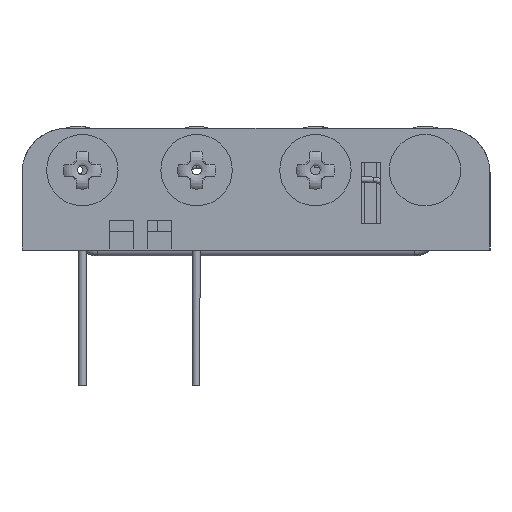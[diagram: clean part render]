
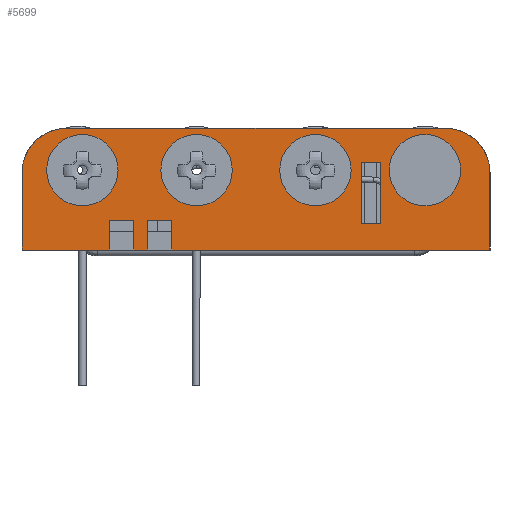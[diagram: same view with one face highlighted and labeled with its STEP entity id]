
A CAD part, left-side view. The second image highlights one B-rep face of the part: STEP entity #5699.
In plain terms, the highlighted planar face has unit normal (-1, 0, 0).
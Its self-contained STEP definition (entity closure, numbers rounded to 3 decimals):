
#5157 = VERTEX_POINT('',#5158);
#5158 = CARTESIAN_POINT('',(-2.454,-38.791,
    13.721));
#5164 = EDGE_CURVE('',#5165,#5157,#5167,.T.);
#5165 = VERTEX_POINT('',#5166);
#5166 = CARTESIAN_POINT('',(-2.454,-43.553,
    8.959));
#5167 = CIRCLE('',#5168,4.763);
#5168 = AXIS2_PLACEMENT_3D('',#5169,#5170,#5171);
#5169 = CARTESIAN_POINT('',(-2.454,-38.791,
    8.959));
#5170 = DIRECTION('',(-1.,0.,0.));
#5171 = DIRECTION('',(0.,-1.,0.));
#5211 = VERTEX_POINT('',#5212);
#5212 = CARTESIAN_POINT('',(-2.454,6.447,8.959
    ));
#5218 = EDGE_CURVE('',#5219,#5211,#5221,.T.);
#5219 = VERTEX_POINT('',#5220);
#5220 = CARTESIAN_POINT('',(-2.454,1.684,
    13.721));
#5221 = CIRCLE('',#5222,4.763);
#5222 = AXIS2_PLACEMENT_3D('',#5223,#5224,#5225);
#5223 = CARTESIAN_POINT('',(-2.454,1.684,8.959
    ));
#5224 = DIRECTION('',(-1.,0.,0.));
#5225 = DIRECTION('',(0.,1.,0.));
#5435 = EDGE_CURVE('',#5157,#5219,#5436,.T.);
#5436 = LINE('',#5437,#5438);
#5437 = CARTESIAN_POINT('',(-2.454,-38.791,
    13.721));
#5438 = VECTOR('',#5439,1.);
#5439 = DIRECTION('',(0.,1.,0.));
#5451 = VERTEX_POINT('',#5452);
#5452 = CARTESIAN_POINT('',(-2.454,6.447,0.721
    ));
#5458 = EDGE_CURVE('',#5211,#5451,#5459,.T.);
#5459 = LINE('',#5460,#5461);
#5460 = CARTESIAN_POINT('',(-2.454,6.447,0.721
    ));
#5461 = VECTOR('',#5462,1.);
#5462 = DIRECTION('',(0.,0.,-1.));
#5473 = EDGE_CURVE('',#5474,#5476,#5478,.T.);
#5474 = VERTEX_POINT('',#5475);
#5475 = CARTESIAN_POINT('',(-2.454,-9.562,
    0.721));
#5476 = VERTEX_POINT('',#5477);
#5477 = CARTESIAN_POINT('',(-2.454,-43.553,
    0.721));
#5478 = LINE('',#5479,#5480);
#5479 = CARTESIAN_POINT('',(-2.454,6.447,0.721
    ));
#5480 = VECTOR('',#5481,1.);
#5481 = DIRECTION('',(0.,-1.,0.));
#5500 = VERTEX_POINT('',#5501);
#5501 = CARTESIAN_POINT('',(-2.454,-6.996,
    0.721));
#5507 = EDGE_CURVE('',#5508,#5500,#5510,.T.);
#5508 = VERTEX_POINT('',#5509);
#5509 = CARTESIAN_POINT('',(-2.454,-5.472,
    0.721));
#5510 = LINE('',#5511,#5512);
#5511 = CARTESIAN_POINT('',(-2.454,6.447,0.721
    ));
#5512 = VECTOR('',#5513,1.);
#5513 = DIRECTION('',(0.,-1.,0.));
#5532 = VERTEX_POINT('',#5533);
#5533 = CARTESIAN_POINT('',(-2.454,-2.907,
    0.721));
#5539 = EDGE_CURVE('',#5451,#5532,#5540,.T.);
#5540 = LINE('',#5541,#5542);
#5541 = CARTESIAN_POINT('',(-2.454,6.447,0.721
    ));
#5542 = VECTOR('',#5543,1.);
#5543 = DIRECTION('',(0.,-1.,0.));
#5688 = EDGE_CURVE('',#5476,#5165,#5689,.T.);
#5689 = LINE('',#5690,#5691);
#5690 = CARTESIAN_POINT('',(-2.454,-43.553,
    0.721));
#5691 = VECTOR('',#5692,1.);
#5692 = DIRECTION('',(0.,0.,1.));
#5699 = ADVANCED_FACE('',(#5700,#5711,#5722,#5733,#5744,#5778),#5832,.T.
  );
#5700 = FACE_BOUND('',#5701,.T.);
#5701 = EDGE_LOOP('',(#5702));
#5702 = ORIENTED_EDGE('',*,*,#5703,.F.);
#5703 = EDGE_CURVE('',#5704,#5704,#5706,.T.);
#5704 = VERTEX_POINT('',#5705);
#5705 = CARTESIAN_POINT('',(-2.454,-40.413,
    9.255));
#5706 = CIRCLE('',#5707,3.81);
#5707 = AXIS2_PLACEMENT_3D('',#5708,#5709,#5710);
#5708 = CARTESIAN_POINT('',(-2.454,-36.603,
    9.255));
#5709 = DIRECTION('',(-1.,0.,0.));
#5710 = DIRECTION('',(0.,-1.,0.));
#5711 = FACE_BOUND('',#5712,.T.);
#5712 = EDGE_LOOP('',(#5713));
#5713 = ORIENTED_EDGE('',*,*,#5714,.F.);
#5714 = EDGE_CURVE('',#5715,#5715,#5717,.T.);
#5715 = VERTEX_POINT('',#5716);
#5716 = CARTESIAN_POINT('',(-2.454,-16.013,
    9.255));
#5717 = CIRCLE('',#5718,3.81);
#5718 = AXIS2_PLACEMENT_3D('',#5719,#5720,#5721);
#5719 = CARTESIAN_POINT('',(-2.454,-12.203,
    9.255));
#5720 = DIRECTION('',(-1.,0.,0.));
#5721 = DIRECTION('',(0.,-1.,0.));
#5722 = FACE_BOUND('',#5723,.T.);
#5723 = EDGE_LOOP('',(#5724));
#5724 = ORIENTED_EDGE('',*,*,#5725,.F.);
#5725 = EDGE_CURVE('',#5726,#5726,#5728,.T.);
#5726 = VERTEX_POINT('',#5727);
#5727 = CARTESIAN_POINT('',(-2.454,-28.713,
    9.255));
#5728 = CIRCLE('',#5729,3.81);
#5729 = AXIS2_PLACEMENT_3D('',#5730,#5731,#5732);
#5730 = CARTESIAN_POINT('',(-2.454,-24.903,
    9.255));
#5731 = DIRECTION('',(-1.,0.,0.));
#5732 = DIRECTION('',(0.,-1.,0.));
#5733 = FACE_BOUND('',#5734,.T.);
#5734 = EDGE_LOOP('',(#5735));
#5735 = ORIENTED_EDGE('',*,*,#5736,.F.);
#5736 = EDGE_CURVE('',#5737,#5737,#5739,.T.);
#5737 = VERTEX_POINT('',#5738);
#5738 = CARTESIAN_POINT('',(-2.454,-3.813,
    9.255));
#5739 = CIRCLE('',#5740,3.81);
#5740 = AXIS2_PLACEMENT_3D('',#5741,#5742,#5743);
#5741 = CARTESIAN_POINT('',(-2.454,-0.003,
    9.255));
#5742 = DIRECTION('',(-1.,0.,0.));
#5743 = DIRECTION('',(0.,-1.,0.));
#5744 = FACE_BOUND('',#5745,.T.);
#5745 = EDGE_LOOP('',(#5746,#5756,#5764,#5772));
#5746 = ORIENTED_EDGE('',*,*,#5747,.F.);
#5747 = EDGE_CURVE('',#5748,#5750,#5752,.T.);
#5748 = VERTEX_POINT('',#5749);
#5749 = CARTESIAN_POINT('',(-2.454,-29.856,
    10.094));
#5750 = VERTEX_POINT('',#5751);
#5751 = CARTESIAN_POINT('',(-2.454,-29.856,
    3.54));
#5752 = LINE('',#5753,#5754);
#5753 = CARTESIAN_POINT('',(-2.454,-29.856,
    3.54));
#5754 = VECTOR('',#5755,1.);
#5755 = DIRECTION('',(0.,0.,-1.));
#5756 = ORIENTED_EDGE('',*,*,#5757,.F.);
#5757 = EDGE_CURVE('',#5758,#5748,#5760,.T.);
#5758 = VERTEX_POINT('',#5759);
#5759 = CARTESIAN_POINT('',(-2.454,-31.888,
    10.094));
#5760 = LINE('',#5761,#5762);
#5761 = CARTESIAN_POINT('',(-2.454,-31.888,
    10.094));
#5762 = VECTOR('',#5763,1.);
#5763 = DIRECTION('',(0.,1.,0.));
#5764 = ORIENTED_EDGE('',*,*,#5765,.F.);
#5765 = EDGE_CURVE('',#5766,#5758,#5768,.T.);
#5766 = VERTEX_POINT('',#5767);
#5767 = CARTESIAN_POINT('',(-2.454,-31.888,
    3.54));
#5768 = LINE('',#5769,#5770);
#5769 = CARTESIAN_POINT('',(-2.454,-31.888,
    3.54));
#5770 = VECTOR('',#5771,1.);
#5771 = DIRECTION('',(0.,0.,1.));
#5772 = ORIENTED_EDGE('',*,*,#5773,.F.);
#5773 = EDGE_CURVE('',#5750,#5766,#5774,.T.);
#5774 = LINE('',#5775,#5776);
#5775 = CARTESIAN_POINT('',(-2.454,-29.856,
    3.54));
#5776 = VECTOR('',#5777,1.);
#5777 = DIRECTION('',(0.,-1.,0.));
#5778 = FACE_BOUND('',#5779,.T.);
#5779 = EDGE_LOOP('',(#5780,#5788,#5789,#5790,#5791,#5792,#5793,#5794,
    #5795,#5803,#5811,#5817,#5818,#5826));
#5780 = ORIENTED_EDGE('',*,*,#5781,.F.);
#5781 = EDGE_CURVE('',#5474,#5782,#5784,.T.);
#5782 = VERTEX_POINT('',#5783);
#5783 = CARTESIAN_POINT('',(-2.454,-9.562,
    3.896));
#5784 = LINE('',#5785,#5786);
#5785 = CARTESIAN_POINT('',(-2.454,-9.562,
    3.896));
#5786 = VECTOR('',#5787,1.);
#5787 = DIRECTION('',(0.,0.,1.));
#5788 = ORIENTED_EDGE('',*,*,#5473,.T.);
#5789 = ORIENTED_EDGE('',*,*,#5688,.T.);
#5790 = ORIENTED_EDGE('',*,*,#5164,.T.);
#5791 = ORIENTED_EDGE('',*,*,#5435,.T.);
#5792 = ORIENTED_EDGE('',*,*,#5218,.T.);
#5793 = ORIENTED_EDGE('',*,*,#5458,.T.);
#5794 = ORIENTED_EDGE('',*,*,#5539,.T.);
#5795 = ORIENTED_EDGE('',*,*,#5796,.F.);
#5796 = EDGE_CURVE('',#5797,#5532,#5799,.T.);
#5797 = VERTEX_POINT('',#5798);
#5798 = CARTESIAN_POINT('',(-2.454,-2.907,
    3.896));
#5799 = LINE('',#5800,#5801);
#5800 = CARTESIAN_POINT('',(-2.454,-2.907,
    3.896));
#5801 = VECTOR('',#5802,1.);
#5802 = DIRECTION('',(0.,0.,-1.));
#5803 = ORIENTED_EDGE('',*,*,#5804,.F.);
#5804 = EDGE_CURVE('',#5805,#5797,#5807,.T.);
#5805 = VERTEX_POINT('',#5806);
#5806 = CARTESIAN_POINT('',(-2.454,-5.472,
    3.896));
#5807 = LINE('',#5808,#5809);
#5808 = CARTESIAN_POINT('',(-2.454,-5.472,
    3.896));
#5809 = VECTOR('',#5810,1.);
#5810 = DIRECTION('',(0.,1.,0.));
#5811 = ORIENTED_EDGE('',*,*,#5812,.F.);
#5812 = EDGE_CURVE('',#5508,#5805,#5813,.T.);
#5813 = LINE('',#5814,#5815);
#5814 = CARTESIAN_POINT('',(-2.454,-5.472,
    0.721));
#5815 = VECTOR('',#5816,1.);
#5816 = DIRECTION('',(0.,0.,1.));
#5817 = ORIENTED_EDGE('',*,*,#5507,.T.);
#5818 = ORIENTED_EDGE('',*,*,#5819,.F.);
#5819 = EDGE_CURVE('',#5820,#5500,#5822,.T.);
#5820 = VERTEX_POINT('',#5821);
#5821 = CARTESIAN_POINT('',(-2.454,-6.996,
    3.896));
#5822 = LINE('',#5823,#5824);
#5823 = CARTESIAN_POINT('',(-2.454,-6.996,
    0.721));
#5824 = VECTOR('',#5825,1.);
#5825 = DIRECTION('',(0.,0.,-1.));
#5826 = ORIENTED_EDGE('',*,*,#5827,.F.);
#5827 = EDGE_CURVE('',#5782,#5820,#5828,.T.);
#5828 = LINE('',#5829,#5830);
#5829 = CARTESIAN_POINT('',(-2.454,-6.996,
    3.896));
#5830 = VECTOR('',#5831,1.);
#5831 = DIRECTION('',(0.,1.,0.));
#5832 = PLANE('',#5833);
#5833 = AXIS2_PLACEMENT_3D('',#5834,#5835,#5836);
#5834 = CARTESIAN_POINT('',(-2.454,-38.791,
    8.959));
#5835 = DIRECTION('',(-1.,0.,0.));
#5836 = DIRECTION('',(0.,-1.,0.));
